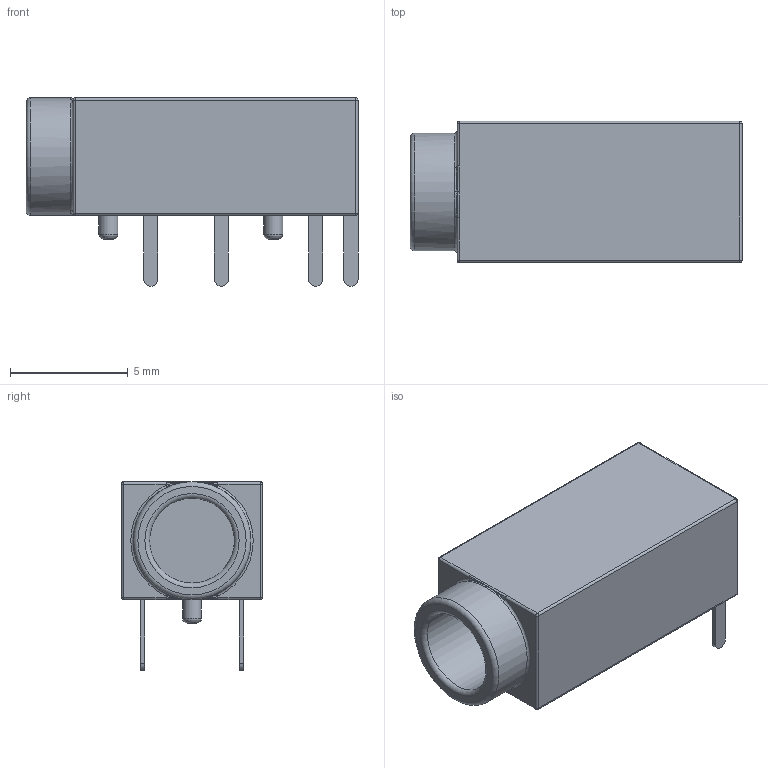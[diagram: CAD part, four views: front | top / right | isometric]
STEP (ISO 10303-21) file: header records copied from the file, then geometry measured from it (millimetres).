
FILE_DESCRIPTION(/* description */ (''),/* implementation_level */ '2;1');
FILE_NAME(/* name */ 'CON_MJ-4PP-9.step',/* time_stamp */ '2021-10-20T21:28:42+02:00',/* author */ (''),/* organization */ (''),/* preprocessor_version */ 'ST-DEVELOPER v18.1',/* originating_system */ 'Autodesk Translation Framework v10.10.0.1391',/* authorisation */ '');
FILE_SCHEMA (('AUTOMOTIVE_DESIGN { 1 0 10303 214 3 1 1 }'));
Length unit declared in the file: millimetre
Products named in the file (1): MJ-4PP-9
Bounding box: 14.1 x 6 x 8 mm (x, y, z)
Volume: 281.3 mm3; surface area: 515.1 mm2
Topology: 5 solids, 5 shells, 83 faces, 176 edges, 106 vertices
Faces by surface type: plane 31, cylinder 22, bspline 18, sphere 8, torus 4
Full cylindrical faces by diameter (mm): 0.8 x2, 3.6 x1, 5 x1
Entity records: 3427 total; most frequent: CARTESIAN_POINT 1652, ORIENTED_EDGE 352, DIRECTION 352, EDGE_CURVE 176, AXIS2_PLACEMENT_3D 138, VERTEX_POINT 106, EDGE_LOOP 86, FACE_OUTER_BOUND 83
